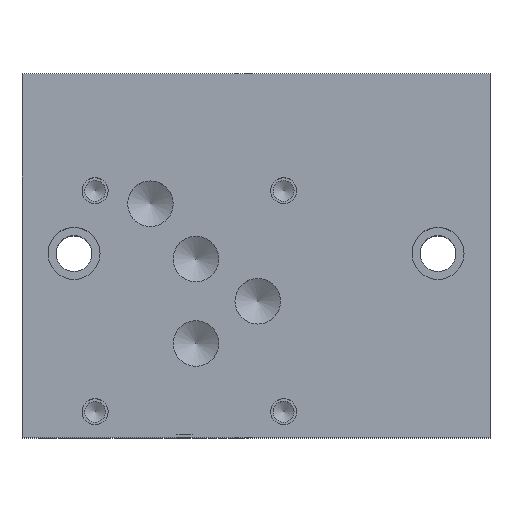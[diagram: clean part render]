
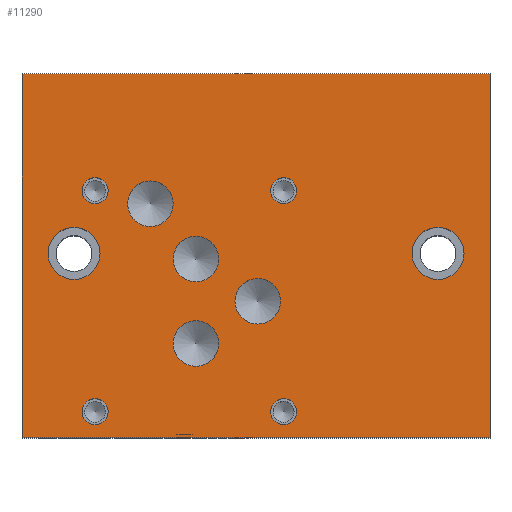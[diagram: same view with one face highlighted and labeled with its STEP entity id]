
A CAD part, top view. The second image highlights one B-rep face of the part: STEP entity #11290.
In plain terms, the highlighted planar face has unit normal (0, 0, 1).
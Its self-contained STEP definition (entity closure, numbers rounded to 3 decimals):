
#330=CIRCLE('',#11912,6.35);
#331=CIRCLE('',#11913,6.35);
#336=CIRCLE('',#11921,6.35);
#337=CIRCLE('',#11922,6.35);
#341=CIRCLE('',#11929,5.563);
#342=CIRCLE('',#11930,5.563);
#345=CIRCLE('',#11935,5.563);
#346=CIRCLE('',#11936,5.563);
#349=CIRCLE('',#11941,5.563);
#350=CIRCLE('',#11942,5.563);
#353=CIRCLE('',#11947,5.563);
#354=CIRCLE('',#11948,5.563);
#360=CIRCLE('',#11957,3.175);
#361=CIRCLE('',#11958,3.175);
#367=CIRCLE('',#11968,3.175);
#368=CIRCLE('',#11969,3.175);
#374=CIRCLE('',#11979,3.175);
#375=CIRCLE('',#11980,3.175);
#381=CIRCLE('',#11990,3.175);
#382=CIRCLE('',#11991,3.175);
#465=FACE_BOUND('',#2147,.T.);
#466=FACE_BOUND('',#2148,.T.);
#467=FACE_BOUND('',#2149,.T.);
#468=FACE_BOUND('',#2150,.T.);
#469=FACE_BOUND('',#2151,.T.);
#470=FACE_BOUND('',#2152,.T.);
#471=FACE_BOUND('',#2153,.T.);
#472=FACE_BOUND('',#2154,.T.);
#473=FACE_BOUND('',#2155,.T.);
#474=FACE_BOUND('',#2156,.T.);
#1484=FACE_OUTER_BOUND('',#2146,.T.);
#2146=EDGE_LOOP('',(#9936,#9937,#9938,#9939));
#2147=EDGE_LOOP('',(#9940,#9941));
#2148=EDGE_LOOP('',(#9942,#9943));
#2149=EDGE_LOOP('',(#9944,#9945));
#2150=EDGE_LOOP('',(#9946,#9947));
#2151=EDGE_LOOP('',(#9948,#9949));
#2152=EDGE_LOOP('',(#9950,#9951));
#2153=EDGE_LOOP('',(#9952,#9953));
#2154=EDGE_LOOP('',(#9954,#9955));
#2155=EDGE_LOOP('',(#9956,#9957));
#2156=EDGE_LOOP('',(#9958,#9959));
#2218=LINE('',#14666,#3239);
#2278=LINE('',#14949,#3299);
#2314=LINE('',#15044,#3335);
#3180=LINE('',#19481,#4201);
#3239=VECTOR('',#12097,10.);
#3299=VECTOR('',#12219,10.);
#3335=VECTOR('',#12305,10.);
#4201=VECTOR('',#14399,10.);
#4252=VERTEX_POINT('',#14663);
#4253=VERTEX_POINT('',#14665);
#4316=VERTEX_POINT('',#14946);
#4317=VERTEX_POINT('',#14948);
#5216=VERTEX_POINT('',#19312);
#5217=VERTEX_POINT('',#19313);
#5222=VERTEX_POINT('',#19329);
#5223=VERTEX_POINT('',#19330);
#5228=VERTEX_POINT('',#19346);
#5229=VERTEX_POINT('',#19347);
#5233=VERTEX_POINT('',#19359);
#5234=VERTEX_POINT('',#19360);
#5238=VERTEX_POINT('',#19372);
#5239=VERTEX_POINT('',#19373);
#5243=VERTEX_POINT('',#19385);
#5244=VERTEX_POINT('',#19386);
#5251=VERTEX_POINT('',#19405);
#5252=VERTEX_POINT('',#19406);
#5259=VERTEX_POINT('',#19427);
#5260=VERTEX_POINT('',#19428);
#5267=VERTEX_POINT('',#19449);
#5268=VERTEX_POINT('',#19450);
#5275=VERTEX_POINT('',#19471);
#5276=VERTEX_POINT('',#19472);
#5351=EDGE_CURVE('',#4253,#4252,#2218,.T.);
#5439=EDGE_CURVE('',#4317,#4316,#2278,.T.);
#5487=EDGE_CURVE('',#4316,#4253,#2314,.T.);
#6761=EDGE_CURVE('',#5216,#5217,#330,.T.);
#6762=EDGE_CURVE('',#5217,#5216,#331,.T.);
#6769=EDGE_CURVE('',#5222,#5223,#336,.T.);
#6770=EDGE_CURVE('',#5223,#5222,#337,.T.);
#6777=EDGE_CURVE('',#5228,#5229,#341,.T.);
#6778=EDGE_CURVE('',#5229,#5228,#342,.T.);
#6783=EDGE_CURVE('',#5233,#5234,#345,.T.);
#6784=EDGE_CURVE('',#5234,#5233,#346,.T.);
#6789=EDGE_CURVE('',#5238,#5239,#349,.T.);
#6790=EDGE_CURVE('',#5239,#5238,#350,.T.);
#6795=EDGE_CURVE('',#5243,#5244,#353,.T.);
#6796=EDGE_CURVE('',#5244,#5243,#354,.T.);
#6804=EDGE_CURVE('',#5251,#5252,#360,.T.);
#6805=EDGE_CURVE('',#5252,#5251,#361,.T.);
#6814=EDGE_CURVE('',#5259,#5260,#367,.T.);
#6815=EDGE_CURVE('',#5260,#5259,#368,.T.);
#6824=EDGE_CURVE('',#5267,#5268,#374,.T.);
#6825=EDGE_CURVE('',#5268,#5267,#375,.T.);
#6834=EDGE_CURVE('',#5275,#5276,#381,.T.);
#6835=EDGE_CURVE('',#5276,#5275,#382,.T.);
#6839=EDGE_CURVE('',#4252,#4317,#3180,.T.);
#9936=ORIENTED_EDGE('',*,*,#5487,.T.);
#9937=ORIENTED_EDGE('',*,*,#5351,.T.);
#9938=ORIENTED_EDGE('',*,*,#6839,.T.);
#9939=ORIENTED_EDGE('',*,*,#5439,.T.);
#9940=ORIENTED_EDGE('',*,*,#6761,.T.);
#9941=ORIENTED_EDGE('',*,*,#6762,.T.);
#9942=ORIENTED_EDGE('',*,*,#6769,.T.);
#9943=ORIENTED_EDGE('',*,*,#6770,.T.);
#9944=ORIENTED_EDGE('',*,*,#6777,.T.);
#9945=ORIENTED_EDGE('',*,*,#6778,.T.);
#9946=ORIENTED_EDGE('',*,*,#6783,.T.);
#9947=ORIENTED_EDGE('',*,*,#6784,.T.);
#9948=ORIENTED_EDGE('',*,*,#6789,.T.);
#9949=ORIENTED_EDGE('',*,*,#6790,.T.);
#9950=ORIENTED_EDGE('',*,*,#6795,.T.);
#9951=ORIENTED_EDGE('',*,*,#6796,.T.);
#9952=ORIENTED_EDGE('',*,*,#6804,.T.);
#9953=ORIENTED_EDGE('',*,*,#6805,.T.);
#9954=ORIENTED_EDGE('',*,*,#6814,.T.);
#9955=ORIENTED_EDGE('',*,*,#6815,.T.);
#9956=ORIENTED_EDGE('',*,*,#6824,.T.);
#9957=ORIENTED_EDGE('',*,*,#6825,.T.);
#9958=ORIENTED_EDGE('',*,*,#6834,.T.);
#9959=ORIENTED_EDGE('',*,*,#6835,.T.);
#10288=PLANE('',#11997);
#11290=ADVANCED_FACE('',(#1484,#465,#466,#467,#468,#469,#470,#471,#472,
#473,#474),#10288,.T.);
#11912=AXIS2_PLACEMENT_3D('',#19314,#14208,#14209);
#11913=AXIS2_PLACEMENT_3D('',#19315,#14210,#14211);
#11921=AXIS2_PLACEMENT_3D('',#19331,#14228,#14229);
#11922=AXIS2_PLACEMENT_3D('',#19332,#14230,#14231);
#11929=AXIS2_PLACEMENT_3D('',#19348,#14247,#14248);
#11930=AXIS2_PLACEMENT_3D('',#19349,#14249,#14250);
#11935=AXIS2_PLACEMENT_3D('',#19361,#14261,#14262);
#11936=AXIS2_PLACEMENT_3D('',#19362,#14263,#14264);
#11941=AXIS2_PLACEMENT_3D('',#19374,#14275,#14276);
#11942=AXIS2_PLACEMENT_3D('',#19375,#14277,#14278);
#11947=AXIS2_PLACEMENT_3D('',#19387,#14289,#14290);
#11948=AXIS2_PLACEMENT_3D('',#19388,#14291,#14292);
#11957=AXIS2_PLACEMENT_3D('',#19407,#14311,#14312);
#11958=AXIS2_PLACEMENT_3D('',#19408,#14313,#14314);
#11968=AXIS2_PLACEMENT_3D('',#19429,#14336,#14337);
#11969=AXIS2_PLACEMENT_3D('',#19430,#14338,#14339);
#11979=AXIS2_PLACEMENT_3D('',#19451,#14361,#14362);
#11980=AXIS2_PLACEMENT_3D('',#19452,#14363,#14364);
#11990=AXIS2_PLACEMENT_3D('',#19473,#14386,#14387);
#11991=AXIS2_PLACEMENT_3D('',#19474,#14388,#14389);
#11997=AXIS2_PLACEMENT_3D('',#19484,#14404,#14405);
#12097=DIRECTION('',(0.,1.,0.));
#12219=DIRECTION('',(0.,-1.,0.));
#12305=DIRECTION('',(1.,0.,0.));
#14208=DIRECTION('center_axis',(0.,0.,-1.));
#14209=DIRECTION('ref_axis',(1.,0.,0.));
#14210=DIRECTION('center_axis',(0.,0.,-1.));
#14211=DIRECTION('ref_axis',(1.,0.,0.));
#14228=DIRECTION('center_axis',(0.,0.,-1.));
#14229=DIRECTION('ref_axis',(1.,0.,0.));
#14230=DIRECTION('center_axis',(0.,0.,-1.));
#14231=DIRECTION('ref_axis',(1.,0.,0.));
#14247=DIRECTION('center_axis',(0.,0.,-1.));
#14248=DIRECTION('ref_axis',(1.,0.,0.));
#14249=DIRECTION('center_axis',(0.,0.,-1.));
#14250=DIRECTION('ref_axis',(1.,0.,0.));
#14261=DIRECTION('center_axis',(0.,0.,-1.));
#14262=DIRECTION('ref_axis',(1.,0.,0.));
#14263=DIRECTION('center_axis',(0.,0.,-1.));
#14264=DIRECTION('ref_axis',(1.,0.,0.));
#14275=DIRECTION('center_axis',(0.,0.,-1.));
#14276=DIRECTION('ref_axis',(1.,0.,0.));
#14277=DIRECTION('center_axis',(0.,0.,-1.));
#14278=DIRECTION('ref_axis',(1.,0.,0.));
#14289=DIRECTION('center_axis',(0.,0.,-1.));
#14290=DIRECTION('ref_axis',(1.,0.,0.));
#14291=DIRECTION('center_axis',(0.,0.,-1.));
#14292=DIRECTION('ref_axis',(1.,0.,0.));
#14311=DIRECTION('center_axis',(0.,0.,-1.));
#14312=DIRECTION('ref_axis',(1.,0.,0.));
#14313=DIRECTION('center_axis',(0.,0.,-1.));
#14314=DIRECTION('ref_axis',(1.,0.,0.));
#14336=DIRECTION('center_axis',(0.,0.,-1.));
#14337=DIRECTION('ref_axis',(1.,0.,0.));
#14338=DIRECTION('center_axis',(0.,0.,-1.));
#14339=DIRECTION('ref_axis',(1.,0.,0.));
#14361=DIRECTION('center_axis',(0.,0.,-1.));
#14362=DIRECTION('ref_axis',(1.,0.,0.));
#14363=DIRECTION('center_axis',(0.,0.,-1.));
#14364=DIRECTION('ref_axis',(1.,0.,0.));
#14386=DIRECTION('center_axis',(0.,0.,-1.));
#14387=DIRECTION('ref_axis',(1.,0.,0.));
#14388=DIRECTION('center_axis',(0.,0.,-1.));
#14389=DIRECTION('ref_axis',(1.,0.,0.));
#14399=DIRECTION('',(-1.,0.,0.));
#14404=DIRECTION('center_axis',(0.,0.,1.));
#14405=DIRECTION('ref_axis',(1.,0.,0.));
#14663=CARTESIAN_POINT('',(114.3,88.9,79.375));
#14665=CARTESIAN_POINT('',(114.3,0.,79.375));
#14666=CARTESIAN_POINT('',(114.3,0.,79.375));
#14946=CARTESIAN_POINT('',(0.,0.,79.375));
#14948=CARTESIAN_POINT('',(0.,88.9,79.375));
#14949=CARTESIAN_POINT('',(0.,88.9,79.375));
#15044=CARTESIAN_POINT('',(0.,0.,79.375));
#19312=CARTESIAN_POINT('',(19.05,45.009,79.375));
#19313=CARTESIAN_POINT('',(6.35,45.009,79.375));
#19314=CARTESIAN_POINT('Origin',(12.7,45.009,79.375));
#19315=CARTESIAN_POINT('Origin',(12.7,45.009,79.375));
#19329=CARTESIAN_POINT('',(107.95,45.009,79.375));
#19330=CARTESIAN_POINT('',(95.25,45.009,79.375));
#19331=CARTESIAN_POINT('Origin',(101.6,45.009,79.375));
#19332=CARTESIAN_POINT('Origin',(101.6,45.009,79.375));
#19346=CARTESIAN_POINT('',(48.044,43.642,79.375));
#19347=CARTESIAN_POINT('',(36.919,43.642,79.375));
#19348=CARTESIAN_POINT('Origin',(42.482,43.642,79.375));
#19349=CARTESIAN_POINT('Origin',(42.482,43.642,79.375));
#19359=CARTESIAN_POINT('',(63.144,33.325,79.375));
#19360=CARTESIAN_POINT('',(52.019,33.325,79.375));
#19361=CARTESIAN_POINT('Origin',(57.582,33.325,79.375));
#19362=CARTESIAN_POINT('Origin',(57.582,33.325,79.375));
#19372=CARTESIAN_POINT('',(36.932,57.15,79.375));
#19373=CARTESIAN_POINT('',(25.806,57.15,79.375));
#19374=CARTESIAN_POINT('Origin',(31.369,57.15,79.375));
#19375=CARTESIAN_POINT('Origin',(31.369,57.15,79.375));
#19385=CARTESIAN_POINT('',(48.049,23.007,79.375));
#19386=CARTESIAN_POINT('',(36.924,23.007,79.375));
#19387=CARTESIAN_POINT('Origin',(42.487,23.007,79.375));
#19388=CARTESIAN_POINT('Origin',(42.487,23.007,79.375));
#19405=CARTESIAN_POINT('',(67.081,6.363,79.375));
#19406=CARTESIAN_POINT('',(60.731,6.363,79.375));
#19407=CARTESIAN_POINT('Origin',(63.906,6.363,79.375));
#19408=CARTESIAN_POINT('Origin',(63.906,6.363,79.375));
#19427=CARTESIAN_POINT('',(21.031,60.325,79.375));
#19428=CARTESIAN_POINT('',(14.681,60.325,79.375));
#19429=CARTESIAN_POINT('Origin',(17.856,60.325,79.375));
#19430=CARTESIAN_POINT('Origin',(17.856,60.325,79.375));
#19449=CARTESIAN_POINT('',(67.081,60.325,79.375));
#19450=CARTESIAN_POINT('',(60.731,60.325,79.375));
#19451=CARTESIAN_POINT('Origin',(63.906,60.325,79.375));
#19452=CARTESIAN_POINT('Origin',(63.906,60.325,79.375));
#19471=CARTESIAN_POINT('',(21.031,6.35,79.375));
#19472=CARTESIAN_POINT('',(14.681,6.35,79.375));
#19473=CARTESIAN_POINT('Origin',(17.856,6.35,79.375));
#19474=CARTESIAN_POINT('Origin',(17.856,6.35,79.375));
#19481=CARTESIAN_POINT('',(114.3,88.9,79.375));
#19484=CARTESIAN_POINT('Origin',(57.15,44.45,79.375));
